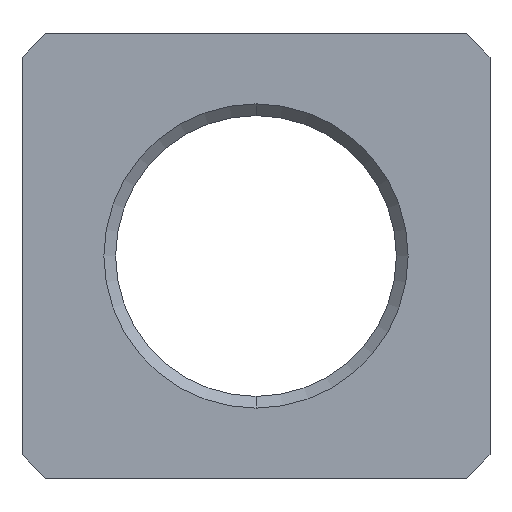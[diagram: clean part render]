
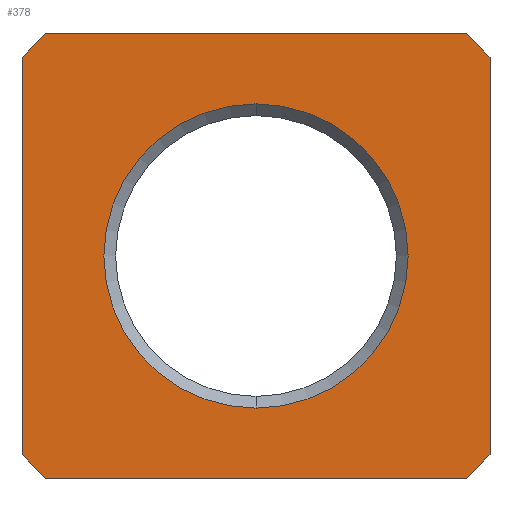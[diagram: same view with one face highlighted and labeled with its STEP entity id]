
A CAD part, front view. The second image highlights one B-rep face of the part: STEP entity #378.
In plain terms, the highlighted planar face has unit normal (0, -1, 0).
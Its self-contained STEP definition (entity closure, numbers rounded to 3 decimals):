
#4 = ORIENTED_EDGE ( 'NONE', *, *, #185, .F. ) ;
#7 = DIRECTION ( 'NONE',  ( 0., 0., 1. ) ) ;
#17 = ORIENTED_EDGE ( 'NONE', *, *, #632, .T. ) ;
#24 = ORIENTED_EDGE ( 'NONE', *, *, #414, .T. ) ;
#26 = LINE ( 'NONE', #392, #654 ) ;
#27 = LINE ( 'NONE', #549, #385 ) ;
#39 = DIRECTION ( 'NONE',  ( 0., 0., 1. ) ) ;
#55 = CARTESIAN_POINT ( 'NONE',  ( 10., 0., -8.5 ) ) ;
#68 = ORIENTED_EDGE ( 'NONE', *, *, #246, .T. ) ;
#77 = DIRECTION ( 'NONE',  ( -0.707, 0., 0.707 ) ) ;
#93 = FACE_OUTER_BOUND ( 'NONE', #220, .T. ) ;
#94 = VERTEX_POINT ( 'NONE', #582 ) ;
#96 = DIRECTION ( 'NONE',  ( 0.707, 0., -0.707 ) ) ;
#105 = PLANE ( 'NONE',  #523 ) ;
#111 = EDGE_CURVE ( 'NONE', #564, #94, #244, .T. ) ;
#134 = DIRECTION ( 'NONE',  ( 0.707, 0., 0.707 ) ) ;
#138 = VERTEX_POINT ( 'NONE', #183 ) ;
#145 = VERTEX_POINT ( 'NONE', #477 ) ;
#150 = AXIS2_PLACEMENT_3D ( 'NONE', #232, #655, #637 ) ;
#160 = DIRECTION ( 'NONE',  ( 0., 1., 0. ) ) ;
#164 = VECTOR ( 'NONE', #96, 1000. ) ;
#179 = DIRECTION ( 'NONE',  ( 1., 0., 0. ) ) ;
#180 = VERTEX_POINT ( 'NONE', #427 ) ;
#183 = CARTESIAN_POINT ( 'NONE',  ( 10., 0., 8.5 ) ) ;
#185 = EDGE_CURVE ( 'NONE', #138, #395, #353, .T. ) ;
#189 = CARTESIAN_POINT ( 'NONE',  ( -10., 0., -9.5 ) ) ;
#194 = CARTESIAN_POINT ( 'NONE',  ( -10., 0., -9.5 ) ) ;
#196 = EDGE_LOOP ( 'NONE', ( #24, #521 ) ) ;
#203 = EDGE_CURVE ( 'NONE', #145, #223, #599, .T. ) ;
#218 = LINE ( 'NONE', #333, #164 ) ;
#220 = EDGE_LOOP ( 'NONE', ( #4, #17, #419, #249, #440, #687, #639, #68 ) ) ;
#223 = VERTEX_POINT ( 'NONE', #723 ) ;
#226 = CIRCLE ( 'NONE', #150, 6.5 ) ;
#228 = CARTESIAN_POINT ( 'NONE',  ( 0., 0., -6.5 ) ) ;
#232 = CARTESIAN_POINT ( 'NONE',  ( 0., 0., 0. ) ) ;
#244 = LINE ( 'NONE', #194, #751 ) ;
#246 = EDGE_CURVE ( 'NONE', #269, #395, #27, .T. ) ;
#249 = ORIENTED_EDGE ( 'NONE', *, *, #657, .T. ) ;
#259 = CARTESIAN_POINT ( 'NONE',  ( 0., 0., 6.5 ) ) ;
#269 = VERTEX_POINT ( 'NONE', #443 ) ;
#300 = LINE ( 'NONE', #189, #641 ) ;
#308 = CARTESIAN_POINT ( 'NONE',  ( -10., 0., 9.5 ) ) ;
#333 = CARTESIAN_POINT ( 'NONE',  ( -10., 0., -8.5 ) ) ;
#335 = DIRECTION ( 'NONE',  ( -0.707, 0., -0.707 ) ) ;
#347 = DIRECTION ( 'NONE',  ( 0., 1., 0. ) ) ;
#353 = LINE ( 'NONE', #473, #361 ) ;
#361 = VECTOR ( 'NONE', #586, 1000. ) ;
#366 = VERTEX_POINT ( 'NONE', #228 ) ;
#378 = ADVANCED_FACE ( 'NONE', ( #507, #93 ), #105, .F. ) ;
#385 = VECTOR ( 'NONE', #134, 1000. ) ;
#392 = CARTESIAN_POINT ( 'NONE',  ( -9., 0., 9.5 ) ) ;
#395 = VERTEX_POINT ( 'NONE', #55 ) ;
#404 = EDGE_CURVE ( 'NONE', #564, #180, #218, .T. ) ;
#414 = EDGE_CURVE ( 'NONE', #366, #717, #718, .T. ) ;
#419 = ORIENTED_EDGE ( 'NONE', *, *, #203, .F. ) ;
#427 = CARTESIAN_POINT ( 'NONE',  ( -9., 0., -9.5 ) ) ;
#436 = CARTESIAN_POINT ( 'NONE',  ( -10., 0., -8.5 ) ) ;
#440 = ORIENTED_EDGE ( 'NONE', *, *, #111, .F. ) ;
#443 = CARTESIAN_POINT ( 'NONE',  ( 9., 0., -9.5 ) ) ;
#455 = CARTESIAN_POINT ( 'NONE',  ( 0., 0., 0. ) ) ;
#459 = EDGE_CURVE ( 'NONE', #717, #366, #226, .T. ) ;
#473 = CARTESIAN_POINT ( 'NONE',  ( 10., 0., -9.5 ) ) ;
#477 = CARTESIAN_POINT ( 'NONE',  ( -9., 0., 9.5 ) ) ;
#482 = EDGE_CURVE ( 'NONE', #269, #180, #300, .T. ) ;
#507 = FACE_BOUND ( 'NONE', #196, .T. ) ;
#521 = ORIENTED_EDGE ( 'NONE', *, *, #459, .T. ) ;
#523 = AXIS2_PLACEMENT_3D ( 'NONE', #455, #347, #578 ) ;
#528 = DIRECTION ( 'NONE',  ( -1., 0., 0. ) ) ;
#534 = AXIS2_PLACEMENT_3D ( 'NONE', #566, #160, #39 ) ;
#549 = CARTESIAN_POINT ( 'NONE',  ( 9., 0., -9.5 ) ) ;
#564 = VERTEX_POINT ( 'NONE', #436 ) ;
#566 = CARTESIAN_POINT ( 'NONE',  ( 0., 0., 0. ) ) ;
#578 = DIRECTION ( 'NONE',  ( 0., 0., 1. ) ) ;
#582 = CARTESIAN_POINT ( 'NONE',  ( -10., 0., 8.5 ) ) ;
#586 = DIRECTION ( 'NONE',  ( 0., 0., -1. ) ) ;
#599 = LINE ( 'NONE', #308, #616 ) ;
#608 = CARTESIAN_POINT ( 'NONE',  ( 10., 0., 8.5 ) ) ;
#616 = VECTOR ( 'NONE', #179, 1000. ) ;
#632 = EDGE_CURVE ( 'NONE', #138, #223, #659, .T. ) ;
#637 = DIRECTION ( 'NONE',  ( 0., 0., 1. ) ) ;
#639 = ORIENTED_EDGE ( 'NONE', *, *, #482, .F. ) ;
#641 = VECTOR ( 'NONE', #528, 1000. ) ;
#654 = VECTOR ( 'NONE', #335, 1000. ) ;
#655 = DIRECTION ( 'NONE',  ( 0., 1., 0. ) ) ;
#657 = EDGE_CURVE ( 'NONE', #145, #94, #26, .T. ) ;
#659 = LINE ( 'NONE', #608, #679 ) ;
#679 = VECTOR ( 'NONE', #77, 1000. ) ;
#687 = ORIENTED_EDGE ( 'NONE', *, *, #404, .T. ) ;
#717 = VERTEX_POINT ( 'NONE', #259 ) ;
#718 = CIRCLE ( 'NONE', #534, 6.5 ) ;
#723 = CARTESIAN_POINT ( 'NONE',  ( 9., 0., 9.5 ) ) ;
#751 = VECTOR ( 'NONE', #7, 1000. ) ;
